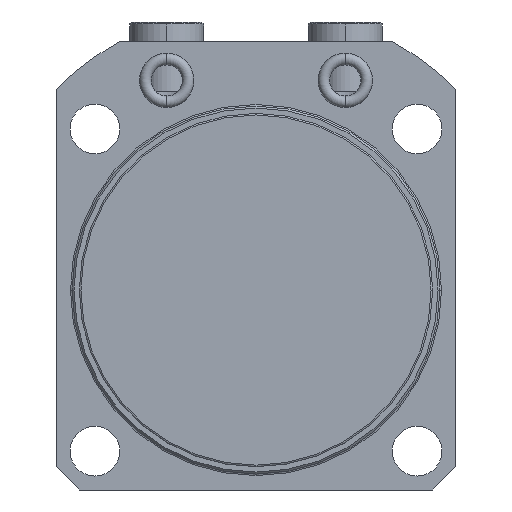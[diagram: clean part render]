
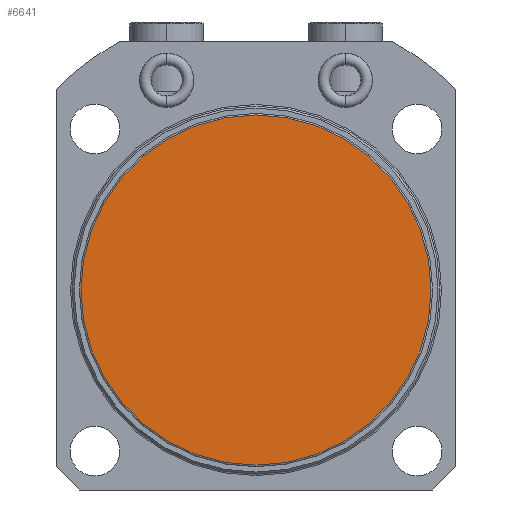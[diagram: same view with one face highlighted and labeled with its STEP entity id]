
A CAD part, front view. The second image highlights one B-rep face of the part: STEP entity #6641.
In plain terms, the highlighted planar face has unit normal (0, -1, 0).
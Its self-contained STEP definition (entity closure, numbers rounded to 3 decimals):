
#2444=CARTESIAN_POINT('',(0.,-97.5,0.));
#2445=DIRECTION('',(0.,-1.,0.));
#2446=DIRECTION('',(0.,0.,1.));
#2447=AXIS2_PLACEMENT_3D('',#2444,#2445,#2446);
#2452=CARTESIAN_POINT('',(0.,-97.5,0.));
#2453=DIRECTION('',(0.,-1.,0.));
#2454=DIRECTION('',(0.,0.,-1.));
#2455=AXIS2_PLACEMENT_3D('',#2452,#2453,#2454);
#4697=CARTESIAN_POINT('',(0.,-97.5,45.1));
#4698=CARTESIAN_POINT('',(0.,-97.5,-45.1));
#4699=VERTEX_POINT('',#4697);
#4700=VERTEX_POINT('',#4698);
#6631=CARTESIAN_POINT('',(0.,-97.5,0.));
#6632=DIRECTION('',(0.,-1.,0.));
#6633=DIRECTION('',(0.,0.,-1.));
#6634=AXIS2_PLACEMENT_3D('',#6631,#6632,#6633);
#6635=PLANE('',#6634);
#6637=ORIENTED_EDGE('',*,*,#6636,.F.);
#6638=ORIENTED_EDGE('',*,*,#6621,.F.);
#6639=EDGE_LOOP('',(#6637,#6638));
#6640=FACE_OUTER_BOUND('',#6639,.F.);
#2448=CIRCLE('',#2447,45.1);
#2456=CIRCLE('',#2455,45.1);
#6621=EDGE_CURVE('',#4700,#4699,#2456,.T.);
#6636=EDGE_CURVE('',#4699,#4700,#2448,.T.);
#6641=ADVANCED_FACE('',(#6640),#6635,.T.);
